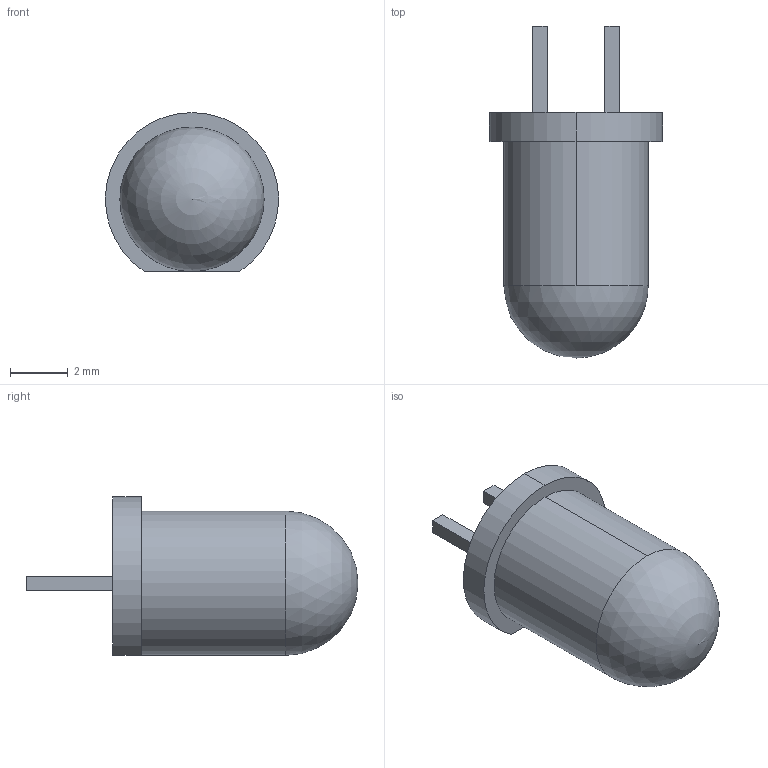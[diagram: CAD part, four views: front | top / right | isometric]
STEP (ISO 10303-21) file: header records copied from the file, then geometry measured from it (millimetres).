
FILE_DESCRIPTION(('FreeCAD Model'),'2;1');
FILE_NAME( 'IR_Emitter.step', '2017-09-09T22:25:33',('kicad StepUp'),('ksu MCAD'), 'Open CASCADE STEP processor 6.8','FreeCAD','Unknown');
FILE_SCHEMA(('AUTOMOTIVE_DESIGN_CC2 { 1 2 10303 214 -1 1 5 4 }'));
Length unit declared in the file: millimetre
Products named in the file (2): ASSEMBLY; IR_Emitter
Assembly tree (1 placements, depth 2):
  ASSEMBLY
    IR_Emitter
Bounding box: 6 x 11.5 x 5.5 mm (x, y, z)
Volume: 159.5 mm3; surface area: 183.1 mm2
Topology: 1 solids, 1 shells, 18 faces, 43 edges, 28 vertices
Faces by surface type: plane 13, cylinder 4, sphere 1
Entity records: 560 total; most frequent: CARTESIAN_POINT 96, DIRECTION 90, ORIENTED_EDGE 84, EDGE_CURVE 42, LINE 32, VECTOR 32, AXIS2_PLACEMENT_3D 29, VERTEX_POINT 28
